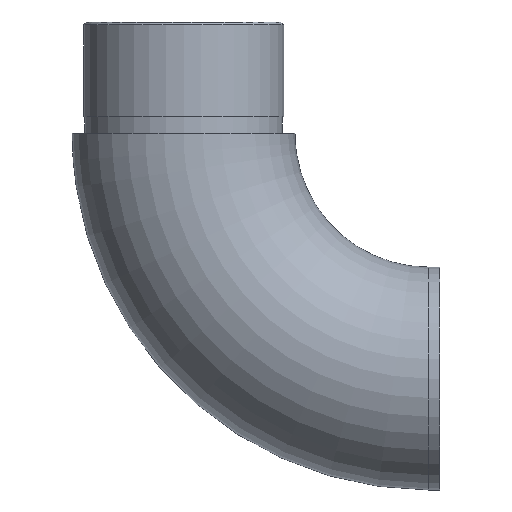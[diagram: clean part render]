
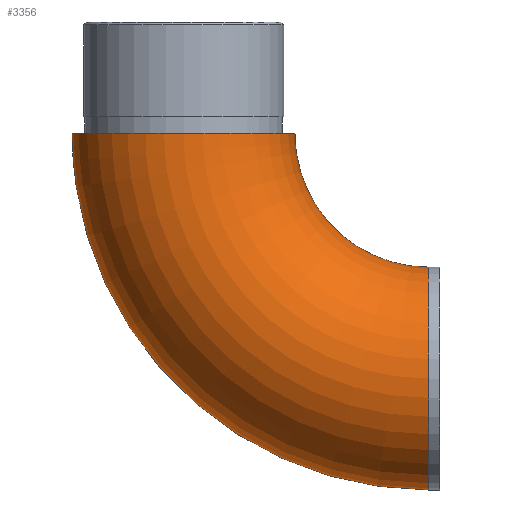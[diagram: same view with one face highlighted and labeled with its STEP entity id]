
A CAD part, left-side view. The second image highlights one B-rep face of the part: STEP entity #3356.
In plain terms, the highlighted toroidal (fillet/blend) face has major radius 44 mm and minor radius 20 mm.
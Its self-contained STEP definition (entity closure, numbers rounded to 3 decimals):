
#351 = DIRECTION ( 'NONE',  ( 1., 0., 0. ) ) ;
#2033 = ORIENTED_EDGE ( 'NONE', *, *, #6565, .F. ) ;
#2347 = EDGE_LOOP ( 'NONE', ( #2033 ) ) ;
#2366 = DIRECTION ( 'NONE',  ( 0., 0., -1. ) ) ;
#2773 = CARTESIAN_POINT ( 'NONE',  ( 0., 2., 44. ) ) ;
#3351 = CIRCLE ( 'NONE', #12453, 20. ) ;
#3356 = ADVANCED_FACE ( 'NONE', ( #12518, #13363 ), #6547, .T. ) ;
#4613 = CARTESIAN_POINT ( 'NONE',  ( 0., 46., 44. ) ) ;
#4638 = DIRECTION ( 'NONE',  ( 0., 0., 1. ) ) ;
#4824 = VERTEX_POINT ( 'NONE', #11939 ) ;
#5528 = AXIS2_PLACEMENT_3D ( 'NONE', #2773, #351, #2366 ) ;
#6547 = TOROIDAL_SURFACE ( 'NONE', #5528, 44., 20. ) ;
#6565 = EDGE_CURVE ( 'NONE', #4824, #4824, #11145, .T. ) ;
#6692 = DIRECTION ( 'NONE',  ( 0., -1., 0. ) ) ;
#6805 = CARTESIAN_POINT ( 'NONE',  ( 0., 2., 0. ) ) ;
#7679 = CARTESIAN_POINT ( 'NONE',  ( 0., 2., 20. ) ) ;
#8742 = DIRECTION ( 'NONE',  ( 0., 0., 1. ) ) ;
#8812 = DIRECTION ( 'NONE',  ( 0., 1., 0. ) ) ;
#9048 = ORIENTED_EDGE ( 'NONE', *, *, #13338, .T. ) ;
#10233 = AXIS2_PLACEMENT_3D ( 'NONE', #4613, #8742, #6692 ) ;
#10427 = EDGE_LOOP ( 'NONE', ( #9048 ) ) ;
#11080 = VERTEX_POINT ( 'NONE', #7679 ) ;
#11145 = CIRCLE ( 'NONE', #10233, 20. ) ;
#11939 = CARTESIAN_POINT ( 'NONE',  ( 0., 26., 44. ) ) ;
#12453 = AXIS2_PLACEMENT_3D ( 'NONE', #6805, #8812, #4638 ) ;
#12518 = FACE_OUTER_BOUND ( 'NONE', #10427, .T. ) ;
#13338 = EDGE_CURVE ( 'NONE', #11080, #11080, #3351, .T. ) ;
#13363 = FACE_OUTER_BOUND ( 'NONE', #2347, .T. ) ;
